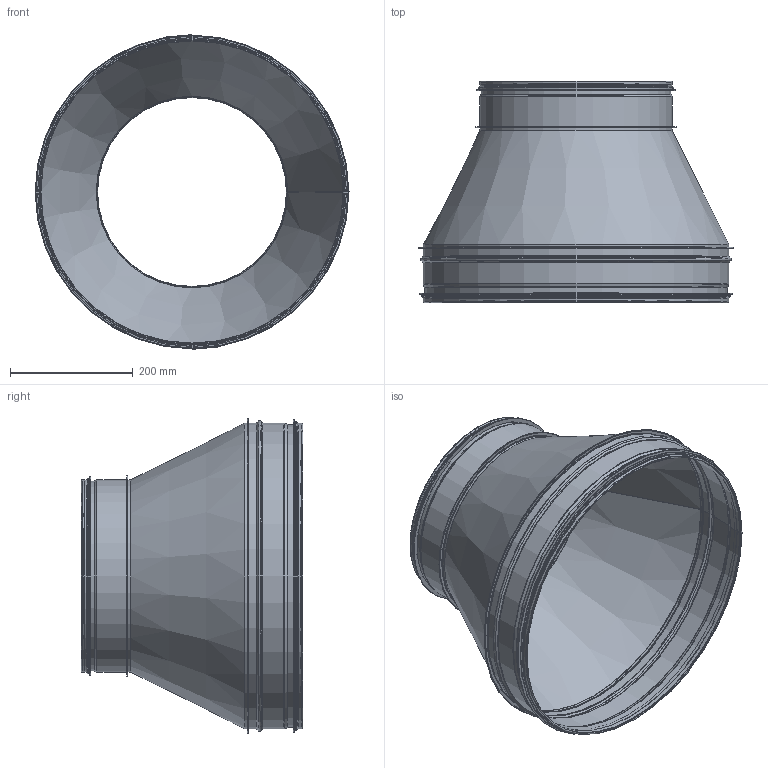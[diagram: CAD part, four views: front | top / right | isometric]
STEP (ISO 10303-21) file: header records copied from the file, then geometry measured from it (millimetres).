
FILE_DESCRIPTION((''),'2;1');
FILE_NAME('HFC_10-08.stp','2014-02-19T13:45:44',(''),(''),'Autodesk Inventor 2013','Autodesk Inventor 2013','');
FILE_SCHEMA(('AUTOMOTIVE_DESIGN { 1 2 10303 214 0 1 1 1 }'));
Length unit declared in the file: millimetre
Products named in the file (8): HFC_10-08; KonFallsadHFC_500-315; HSGMedFals-500; HSGMedFalsRörämne-500; 999010; StosMedFals-315; StosMedFalsRörämne-315; 999008
Assembly tree (7 placements, depth 3):
  HFC_10-08
    KonFallsadHFC_500-315
    HSGMedFals-500
      HSGMedFalsRörämne-500
      999010
    StosMedFals-315
      StosMedFalsRörämne-315
      999008
Bounding box: 513.21 x 361.5 x 513.21 mm (x, y, z)
Volume: 399065.5 mm3; surface area: 1266417.9 mm2
Topology: 5 solids, 5 shells, 206 faces, 404 edges, 214 vertices
Faces by surface type: plane 104, torus 50, cylinder 34, cone 18
Full cylindrical faces by diameter (mm): 308.05 x1, 309.05 x1, 310.25 x1, 312.65 x1, 312.85 x5, 313.85 x3, 316.85 x1, 319.25 x1, 324.25 x1, 327.85 x1, 492.95 x1, 493.95 x1, 495.15 x1, 497.55 x1, 497.75 x6, 498.75 x4, 501.75 x1, 504.15 x1, 509.15 x1, 509.75 x1
Entity records: 5465 total; most frequent: DIRECTION 1020, CARTESIAN_POINT 811, ORIENTED_EDGE 752, AXIS2_PLACEMENT_3D 423, EDGE_CURVE 376, EDGE_LOOP 244, VERTEX_POINT 214, STYLED_ITEM 211
